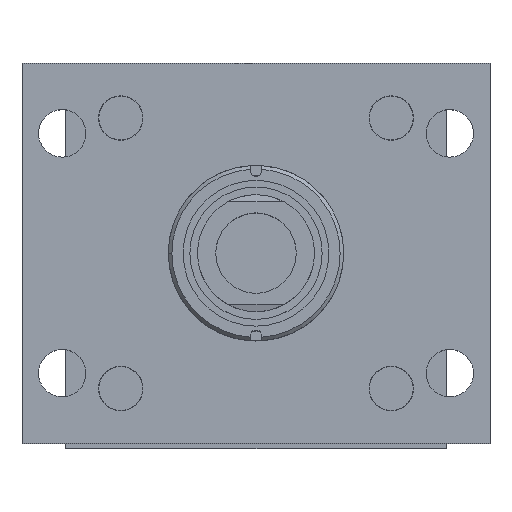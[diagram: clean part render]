
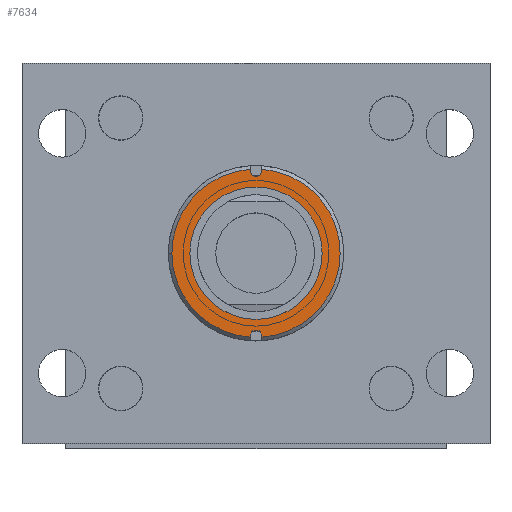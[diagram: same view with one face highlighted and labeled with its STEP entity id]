
A CAD part, top view. The second image highlights one B-rep face of the part: STEP entity #7634.
In plain terms, the highlighted planar face has unit normal (0, 0, 1).
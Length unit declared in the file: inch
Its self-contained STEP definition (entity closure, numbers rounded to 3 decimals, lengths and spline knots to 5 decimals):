
#31 = VECTOR ( 'NONE', #7917, 39.37008 ) ;
#58 = CARTESIAN_POINT ( 'NONE',  ( 19.3411, 43.55073, -2.93519 ) ) ;
#389 = EDGE_CURVE ( 'NONE', #7173, #1355, #7096, .T. ) ;
#501 = CARTESIAN_POINT ( 'NONE',  ( 19.2471, 42.4197, -2.93519 ) ) ;
#610 = AXIS2_PLACEMENT_3D ( 'NONE', #8410, #5800, #9225 ) ;
#737 = CARTESIAN_POINT ( 'NONE',  ( 19.3411, 41.0137, -2.93519 ) ) ;
#786 = CARTESIAN_POINT ( 'NONE',  ( 19.1531, 41.0137, -2.93519 ) ) ;
#821 = AXIS2_PLACEMENT_3D ( 'NONE', #5354, #2017, #7920 ) ;
#939 = DIRECTION ( 'NONE',  ( 0., 0., 1. ) ) ;
#1049 = EDGE_CURVE ( 'NONE', #1355, #10132, #8029, .T. ) ;
#1355 = VERTEX_POINT ( 'NONE', #786 ) ;
#1386 = VERTEX_POINT ( 'NONE', #11127 ) ;
#1567 = AXIS2_PLACEMENT_3D ( 'NONE', #7065, #939, #3501 ) ;
#1861 = ORIENTED_EDGE ( 'NONE', *, *, #7429, .F. ) ;
#1905 = CARTESIAN_POINT ( 'NONE',  ( 19.2471, 42.4197, -2.93519 ) ) ;
#2017 = DIRECTION ( 'NONE',  ( 0., 0., 1. ) ) ;
#2224 = EDGE_CURVE ( 'NONE', #7173, #9175, #4649, .T. ) ;
#2283 = DIRECTION ( 'NONE',  ( 0., -1., 0. ) ) ;
#2518 = CARTESIAN_POINT ( 'NONE',  ( 19.1531, 43.55073, -2.93519 ) ) ;
#2674 = EDGE_LOOP ( 'NONE', ( #5651, #5315, #9073, #7830, #1861, #9344, #8812, #7579, #4901 ) ) ;
#2882 = EDGE_LOOP ( 'NONE', ( #3997, #3227 ) ) ;
#3227 = ORIENTED_EDGE ( 'NONE', *, *, #7495, .T. ) ;
#3427 = CIRCLE ( 'NONE', #4439, 1.438 ) ;
#3448 = AXIS2_PLACEMENT_3D ( 'NONE', #501, #8330, #7553 ) ;
#3501 = DIRECTION ( 'NONE',  ( 1., 0., 0. ) ) ;
#3523 = FACE_BOUND ( 'NONE', #2882, .T. ) ;
#3634 = EDGE_CURVE ( 'NONE', #10132, #8159, #4683, .T. ) ;
#3748 = DIRECTION ( 'NONE',  ( 0., 0., -1. ) ) ;
#3801 = CARTESIAN_POINT ( 'NONE',  ( 17.8091, 42.4197, -2.93519 ) ) ;
#3978 = PLANE ( 'NONE',  #610 ) ;
#3997 = ORIENTED_EDGE ( 'NONE', *, *, #9520, .T. ) ;
#4439 = AXIS2_PLACEMENT_3D ( 'NONE', #8003, #9681, #7129 ) ;
#4497 = EDGE_CURVE ( 'NONE', #1386, #7725, #8835, .T. ) ;
#4569 = VERTEX_POINT ( 'NONE', #6718 ) ;
#4649 = LINE ( 'NONE', #9595, #31 ) ;
#4683 = CIRCLE ( 'NONE', #9612, 1.438 ) ;
#4804 = VECTOR ( 'NONE', #2283, 39.37008 ) ;
#4901 = ORIENTED_EDGE ( 'NONE', *, *, #1049, .F. ) ;
#4921 = CIRCLE ( 'NONE', #7196, 1.13104 ) ;
#5130 = CARTESIAN_POINT ( 'NONE',  ( 19.1531, 40.98477, -2.93519 ) ) ;
#5315 = ORIENTED_EDGE ( 'NONE', *, *, #2224, .T. ) ;
#5354 = CARTESIAN_POINT ( 'NONE',  ( 19.2471, 43.8257, -2.93519 ) ) ;
#5571 = EDGE_CURVE ( 'NONE', #4569, #7750, #10313, .T. ) ;
#5593 = CARTESIAN_POINT ( 'NONE',  ( 19.2471, 42.4197, -2.93519 ) ) ;
#5651 = ORIENTED_EDGE ( 'NONE', *, *, #389, .F. ) ;
#5774 = EDGE_CURVE ( 'NONE', #8159, #7725, #3427, .T. ) ;
#5800 = DIRECTION ( 'NONE',  ( 0., 0., 1. ) ) ;
#6069 = DIRECTION ( 'NONE',  ( -1., 0., 0. ) ) ;
#6718 = CARTESIAN_POINT ( 'NONE',  ( 19.3411, 43.8257, -2.93519 ) ) ;
#6903 = CARTESIAN_POINT ( 'NONE',  ( 19.2471, 42.4197, -2.93519 ) ) ;
#6914 = FACE_OUTER_BOUND ( 'NONE', #2674, .T. ) ;
#7065 = CARTESIAN_POINT ( 'NONE',  ( 19.2471, 41.0137, -2.93519 ) ) ;
#7085 = VECTOR ( 'NONE', #7823, 39.37008 ) ;
#7096 = CIRCLE ( 'NONE', #1567, 0.094 ) ;
#7129 = DIRECTION ( 'NONE',  ( -1., 0., 0. ) ) ;
#7162 = VERTEX_POINT ( 'NONE', #10176 ) ;
#7173 = VERTEX_POINT ( 'NONE', #737 ) ;
#7196 = AXIS2_PLACEMENT_3D ( 'NONE', #1905, #3748, #8921 ) ;
#7285 = VERTEX_POINT ( 'NONE', #9599 ) ;
#7429 = EDGE_CURVE ( 'NONE', #1386, #4569, #10025, .T. ) ;
#7442 = CIRCLE ( 'NONE', #3448, 1.438 ) ;
#7495 = EDGE_CURVE ( 'NONE', #7162, #7285, #4921, .T. ) ;
#7553 = DIRECTION ( 'NONE',  ( -1., 0., 0. ) ) ;
#7579 = ORIENTED_EDGE ( 'NONE', *, *, #3634, .F. ) ;
#7634 = ADVANCED_FACE ( 'NONE', ( #6914, #3523 ), #3978, .T. ) ;
#7725 = VERTEX_POINT ( 'NONE', #9405 ) ;
#7750 = VERTEX_POINT ( 'NONE', #10038 ) ;
#7803 = AXIS2_PLACEMENT_3D ( 'NONE', #6903, #7814, #6069 ) ;
#7814 = DIRECTION ( 'NONE',  ( 0., 0., -1. ) ) ;
#7823 = DIRECTION ( 'NONE',  ( 0., 1., 0. ) ) ;
#7830 = ORIENTED_EDGE ( 'NONE', *, *, #5571, .F. ) ;
#7917 = DIRECTION ( 'NONE',  ( 0., -1., 0. ) ) ;
#7920 = DIRECTION ( 'NONE',  ( 1., 0., 0. ) ) ;
#8003 = CARTESIAN_POINT ( 'NONE',  ( 19.2471, 42.4197, -2.93519 ) ) ;
#8029 = LINE ( 'NONE', #9968, #4804 ) ;
#8047 = CARTESIAN_POINT ( 'NONE',  ( 19.3411, 40.98477, -2.93519 ) ) ;
#8159 = VERTEX_POINT ( 'NONE', #3801 ) ;
#8330 = DIRECTION ( 'NONE',  ( 0., 0., -1. ) ) ;
#8410 = CARTESIAN_POINT ( 'NONE',  ( 19.2471, 43.55073, -2.93519 ) ) ;
#8812 = ORIENTED_EDGE ( 'NONE', *, *, #5774, .F. ) ;
#8835 = LINE ( 'NONE', #2518, #8964 ) ;
#8921 = DIRECTION ( 'NONE',  ( -1., 0., 0. ) ) ;
#8964 = VECTOR ( 'NONE', #10140, 39.37008 ) ;
#9073 = ORIENTED_EDGE ( 'NONE', *, *, #9877, .F. ) ;
#9175 = VERTEX_POINT ( 'NONE', #8047 ) ;
#9225 = DIRECTION ( 'NONE',  ( 1., 0., 0. ) ) ;
#9344 = ORIENTED_EDGE ( 'NONE', *, *, #4497, .T. ) ;
#9405 = CARTESIAN_POINT ( 'NONE',  ( 19.1531, 43.85462, -2.93519 ) ) ;
#9520 = EDGE_CURVE ( 'NONE', #7285, #7162, #11066, .T. ) ;
#9595 = CARTESIAN_POINT ( 'NONE',  ( 19.3411, 43.55073, -2.93519 ) ) ;
#9599 = CARTESIAN_POINT ( 'NONE',  ( 18.11607, 42.4197, -2.93519 ) ) ;
#9612 = AXIS2_PLACEMENT_3D ( 'NONE', #5593, #10814, #9902 ) ;
#9681 = DIRECTION ( 'NONE',  ( 0., 0., -1. ) ) ;
#9877 = EDGE_CURVE ( 'NONE', #7750, #9175, #7442, .T. ) ;
#9902 = DIRECTION ( 'NONE',  ( -1., 0., 0. ) ) ;
#9968 = CARTESIAN_POINT ( 'NONE',  ( 19.1531, 43.55073, -2.93519 ) ) ;
#10025 = CIRCLE ( 'NONE', #821, 0.094 ) ;
#10038 = CARTESIAN_POINT ( 'NONE',  ( 19.3411, 43.85462, -2.93519 ) ) ;
#10132 = VERTEX_POINT ( 'NONE', #5130 ) ;
#10140 = DIRECTION ( 'NONE',  ( 0., 1., 0. ) ) ;
#10176 = CARTESIAN_POINT ( 'NONE',  ( 20.37814, 42.4197, -2.93519 ) ) ;
#10313 = LINE ( 'NONE', #58, #7085 ) ;
#10814 = DIRECTION ( 'NONE',  ( 0., 0., -1. ) ) ;
#11066 = CIRCLE ( 'NONE', #7803, 1.13104 ) ;
#11127 = CARTESIAN_POINT ( 'NONE',  ( 19.1531, 43.8257, -2.93519 ) ) ;
